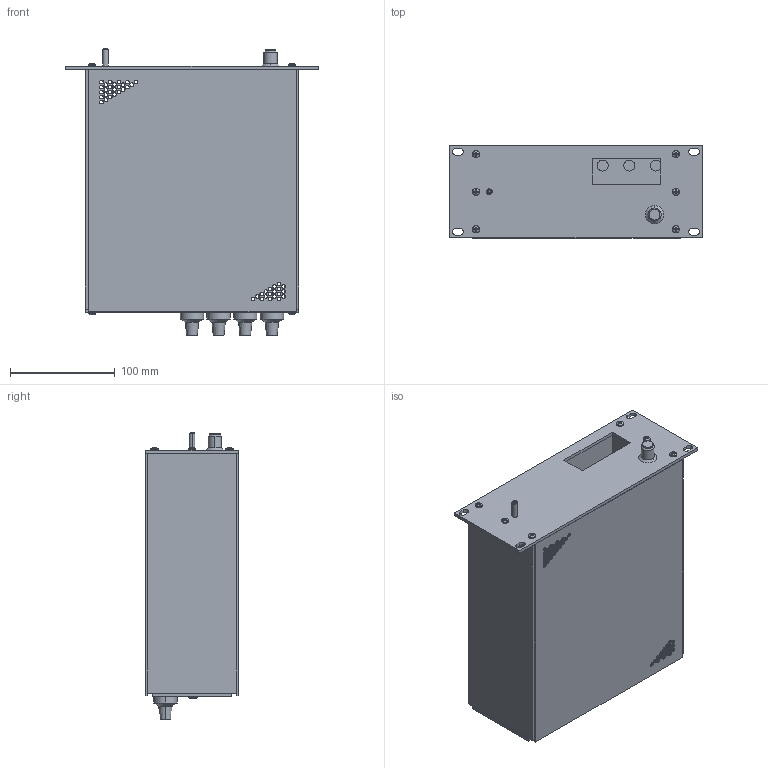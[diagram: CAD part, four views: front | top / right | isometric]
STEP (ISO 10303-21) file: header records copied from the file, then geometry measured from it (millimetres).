
FILE_DESCRIPTION((''),'2;1');
FILE_NAME('120243_247D_FINAL_ASSY_ASM','2014-08-06T',('cockrofm'),(''),'PRO/ENGINEER BY PARAMETRIC TECHNOLOGY CORPORATION, 2011490','PRO/ENGINEER BY PARAMETRIC TECHNOLOGY CORPORATION, 2011490','');
FILE_SCHEMA(('CONFIG_CONTROL_DESIGN'));
Length unit declared in the file: inch
Products named in the file (10): 120245_FRT_PANEL_AF0; 120284_EXTRUSION; 112570_EXTRUSION; 120247_REAR_PANEL; 113424-P2_COVER; 130-3972; 130-2862_KNOB-AND-DIAL; SWITCH_DUMMY; NO6_PANHD; 120243_247D_FINAL_ASSY_ASM
Assembly tree (20 placements, depth 2):
  120243_247D_FINAL_ASSY_ASM
    120245_FRT_PANEL_AF0
    120284_EXTRUSION
    112570_EXTRUSION
    120247_REAR_PANEL
    113424-P2_COVER  x2
    130-3972  x4
    130-2862_KNOB-AND-DIAL
    SWITCH_DUMMY
    NO6_PANHD  x8
Bounding box: 240.51 x 88.27 x 274.32 mm (x, y, z)
Volume: 610817 mm3; surface area: 354854.2 mm2
Topology: 20 solids, 20 shells, 782 faces, 2034 edges, 1148 vertices
Faces by surface type: cylinder 302, plane 246, bspline 162, torus 34, cone 22, sphere 16
Entity records: 11309 total; most frequent: CARTESIAN_POINT 2334, DIRECTION 1900, ORIENTED_EDGE 1712, EDGE_CURVE 856, AXIS2_PLACEMENT_3D 742, VERTEX_POINT 574, EDGE_LOOP 503, VECTOR 416
